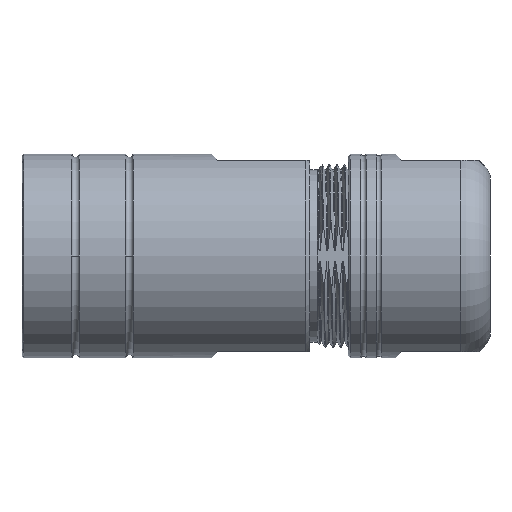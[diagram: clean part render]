
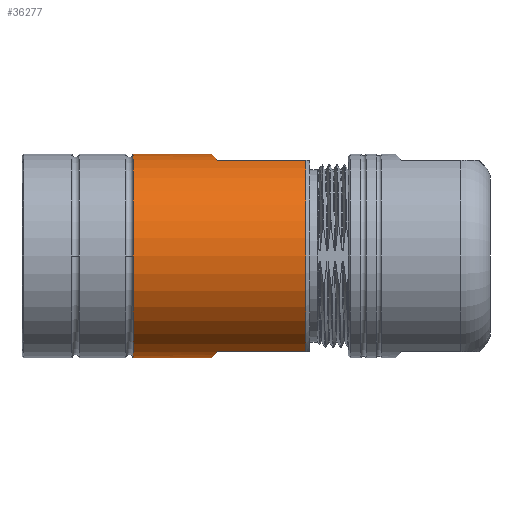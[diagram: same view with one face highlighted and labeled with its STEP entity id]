
A CAD part, front view. The second image highlights one B-rep face of the part: STEP entity #36277.
In plain terms, the highlighted cylindrical face has radius 13.25 mm (diameter 26.5 mm), a partial arc.
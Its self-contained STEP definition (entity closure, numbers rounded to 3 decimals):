
#9192=CARTESIAN_POINT('',(24.7,0.,-13.25));
#9193=CARTESIAN_POINT('',(24.7,-1.603,
-13.25));
#9194=CARTESIAN_POINT('',(24.981,-3.109,
-12.969));
#9195=CARTESIAN_POINT('',(25.5,-4.534,-12.45));
#9197=CARTESIAN_POINT('',(14.49,0.,0.));
#9198=DIRECTION('',(-1.,0.,0.));
#9199=DIRECTION('',(0.,0.,-1.));
#9200=AXIS2_PLACEMENT_3D('',#9197,#9198,#9199);
#9202=CARTESIAN_POINT('',(14.49,0.,0.));
#9203=DIRECTION('',(-1.,0.,0.));
#9204=DIRECTION('',(0.,-1.,0.));
#9205=AXIS2_PLACEMENT_3D('',#9202,#9203,#9204);
#9207=CARTESIAN_POINT('',(25.5,-4.534,12.45));
#9208=CARTESIAN_POINT('',(24.981,-3.109,12.969));
#9209=CARTESIAN_POINT('',(24.7,-1.603,13.25));
#9210=CARTESIAN_POINT('',(24.7,0.,13.25));
#9212=DIRECTION('',(-1.,0.,0.));
#9213=VECTOR('',#9212,11.5);
#9214=CARTESIAN_POINT('',(37.,-4.534,12.45));
#9215=LINE('',#9214,#9213);
#9216=CARTESIAN_POINT('',(37.,0.,0.));
#9217=DIRECTION('',(-1.,0.,0.));
#9218=DIRECTION('',(0.,-0.342,-0.94));
#9219=AXIS2_PLACEMENT_3D('',#9216,#9217,#9218);
#9221=DIRECTION('',(-1.,0.,0.));
#9222=VECTOR('',#9221,11.5);
#9223=CARTESIAN_POINT('',(37.,-4.534,-12.45));
#9224=LINE('',#9223,#9222);
#9289=CARTESIAN_POINT('',(24.7,0.,-13.25));
#9309=DIRECTION('',(-1.,0.,0.));
#9310=VECTOR('',#9309,10.21);
#9311=CARTESIAN_POINT('',(24.7,0.,
13.25));
#9312=LINE('',#9311,#9310);
#9323=DIRECTION('',(-1.,0.,0.));
#9324=VECTOR('',#9323,10.21);
#9325=CARTESIAN_POINT('',(24.7,0.,
-13.25));
#9326=LINE('',#9325,#9324);
#14187=VERTEX_POINT('',#9289);
#14190=CARTESIAN_POINT('',(25.5,-4.534,-12.45));
#14191=VERTEX_POINT('',#14190);
#14192=CARTESIAN_POINT('',(37.,-4.534,-12.45));
#14193=VERTEX_POINT('',#14192);
#14372=CARTESIAN_POINT('',(14.49,0.,-13.25));
#14373=CARTESIAN_POINT('',(14.49,-13.25,0.));
#14374=VERTEX_POINT('',#14372);
#14375=VERTEX_POINT('',#14373);
#14378=CARTESIAN_POINT('',(14.49,0.,13.25));
#14379=VERTEX_POINT('',#14378);
#14388=CARTESIAN_POINT('',(37.,-4.534,12.45));
#14389=VERTEX_POINT('',#14388);
#14392=CARTESIAN_POINT('',(24.7,0.,
13.25));
#14393=VERTEX_POINT('',#14392);
#14394=CARTESIAN_POINT('',(25.5,-4.534,12.45));
#14395=VERTEX_POINT('',#14394);
#36255=CARTESIAN_POINT('',(50.4,0.,0.));
#36256=DIRECTION('',(-1.,0.,0.));
#36257=DIRECTION('',(0.,0.,-1.));
#36258=AXIS2_PLACEMENT_3D('',#36255,#36256,#36257);
#36259=CYLINDRICAL_SURFACE('',#36258,13.25);
#36261=ORIENTED_EDGE('',*,*,#36260,.F.);
#36263=ORIENTED_EDGE('',*,*,#36262,.T.);
#36265=ORIENTED_EDGE('',*,*,#36264,.T.);
#36267=ORIENTED_EDGE('',*,*,#36266,.T.);
#36269=ORIENTED_EDGE('',*,*,#36268,.F.);
#36271=ORIENTED_EDGE('',*,*,#36270,.F.);
#36272=ORIENTED_EDGE('',*,*,#36194,.F.);
#36273=ORIENTED_EDGE('',*,*,#36210,.F.);
#36274=ORIENTED_EDGE('',*,*,#36165,.T.);
#36275=EDGE_LOOP('',(#36261,#36263,#36265,#36267,#36269,#36271,#36272,#36273,
#36274));
#36276=FACE_OUTER_BOUND('',#36275,.F.);
#36277=ADVANCED_FACE('',(#36276),#36259,.T.);
#9196=B_SPLINE_CURVE_WITH_KNOTS('',3,(#9192,#9193,#9194,#9195),.UNSPECIFIED.,
.F.,.F.,(4,4),(0.,1.),.UNSPECIFIED.);
#9201=CIRCLE('',#9200,13.25);
#9206=CIRCLE('',#9205,13.25);
#9211=B_SPLINE_CURVE_WITH_KNOTS('',3,(#9207,#9208,#9209,#9210),.UNSPECIFIED.,
.F.,.F.,(4,4),(0.,1.),.UNSPECIFIED.);
#9220=CIRCLE('',#9219,13.25);
#36165=EDGE_CURVE('',#14193,#14191,#9224,.T.);
#36194=EDGE_CURVE('',#14389,#14395,#9215,.T.);
#36210=EDGE_CURVE('',#14193,#14389,#9220,.T.);
#36260=EDGE_CURVE('',#14187,#14191,#9196,.T.);
#36262=EDGE_CURVE('',#14187,#14374,#9326,.T.);
#36264=EDGE_CURVE('',#14374,#14375,#9201,.T.);
#36266=EDGE_CURVE('',#14375,#14379,#9206,.T.);
#36268=EDGE_CURVE('',#14393,#14379,#9312,.T.);
#36270=EDGE_CURVE('',#14395,#14393,#9211,.T.);
